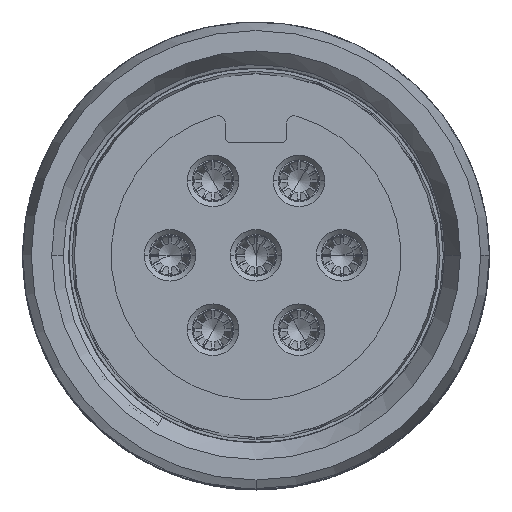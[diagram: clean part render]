
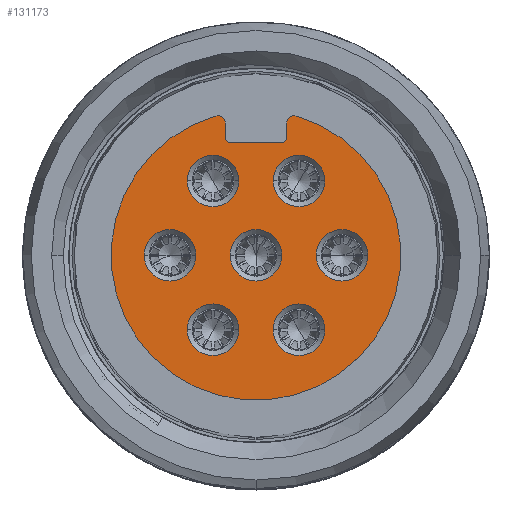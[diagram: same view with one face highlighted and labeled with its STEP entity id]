
A CAD part, top view. The second image highlights one B-rep face of the part: STEP entity #131173.
In plain terms, the highlighted planar face has unit normal (0, 0, 1).
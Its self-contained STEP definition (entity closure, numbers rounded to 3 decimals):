
#129532=CARTESIAN_POINT('',(1.75,3.03,17.45));
#129533=DIRECTION('',(0.,0.,-1.));
#129534=DIRECTION('',(-1.,0.,0.));
#129535=AXIS2_PLACEMENT_3D('',#129532,#129533,#129534);
#129537=CARTESIAN_POINT('',(1.75,3.03,17.45));
#129538=DIRECTION('',(0.,0.,-1.));
#129539=DIRECTION('',(1.,0.,0.));
#129540=AXIS2_PLACEMENT_3D('',#129537,#129538,#129539);
#129542=CARTESIAN_POINT('',(3.5,0.,17.45));
#129543=DIRECTION('',(0.,0.,-1.));
#129544=DIRECTION('',(1.,0.,0.));
#129545=AXIS2_PLACEMENT_3D('',#129542,#129543,#129544);
#129547=CARTESIAN_POINT('',(3.5,0.,17.45));
#129548=DIRECTION('',(0.,0.,-1.));
#129549=DIRECTION('',(-1.,0.,0.));
#129550=AXIS2_PLACEMENT_3D('',#129547,#129548,#129549);
#129552=CARTESIAN_POINT('',(0.,0.,17.45));
#129553=DIRECTION('',(0.,0.,-1.));
#129554=DIRECTION('',(1.,0.,0.));
#129555=AXIS2_PLACEMENT_3D('',#129552,#129553,#129554);
#129557=CARTESIAN_POINT('',(0.,0.,17.45));
#129558=DIRECTION('',(0.,0.,-1.));
#129559=DIRECTION('',(-1.,0.,0.));
#129560=AXIS2_PLACEMENT_3D('',#129557,#129558,#129559);
#129562=CARTESIAN_POINT('',(1.75,-3.03,17.45));
#129563=DIRECTION('',(0.,0.,-1.));
#129564=DIRECTION('',(1.,0.,0.));
#129565=AXIS2_PLACEMENT_3D('',#129562,#129563,#129564);
#129567=CARTESIAN_POINT('',(1.75,-3.03,17.45));
#129568=DIRECTION('',(0.,0.,-1.));
#129569=DIRECTION('',(-1.,0.,0.));
#129570=AXIS2_PLACEMENT_3D('',#129567,#129568,#129569);
#129572=CARTESIAN_POINT('',(-1.75,-3.03,17.45));
#129573=DIRECTION('',(0.,0.,-1.));
#129574=DIRECTION('',(1.,0.,0.));
#129575=AXIS2_PLACEMENT_3D('',#129572,#129573,#129574);
#129577=CARTESIAN_POINT('',(-1.75,-3.03,17.45));
#129578=DIRECTION('',(0.,0.,-1.));
#129579=DIRECTION('',(-1.,0.,0.));
#129580=AXIS2_PLACEMENT_3D('',#129577,#129578,#129579);
#129582=CARTESIAN_POINT('',(-3.5,0.,17.45));
#129583=DIRECTION('',(0.,0.,-1.));
#129584=DIRECTION('',(-1.,0.,0.));
#129585=AXIS2_PLACEMENT_3D('',#129582,#129583,#129584);
#129587=CARTESIAN_POINT('',(-3.5,0.,17.45));
#129588=DIRECTION('',(0.,0.,-1.));
#129589=DIRECTION('',(1.,0.,0.));
#129590=AXIS2_PLACEMENT_3D('',#129587,#129588,#129589);
#129592=CARTESIAN_POINT('',(-1.75,3.03,17.45));
#129593=DIRECTION('',(0.,0.,-1.));
#129594=DIRECTION('',(-1.,0.,0.));
#129595=AXIS2_PLACEMENT_3D('',#129592,#129593,#129594);
#129597=CARTESIAN_POINT('',(-1.75,3.03,17.45));
#129598=DIRECTION('',(0.,0.,-1.));
#129599=DIRECTION('',(1.,0.,0.));
#129600=AXIS2_PLACEMENT_3D('',#129597,#129598,#129599);
#129602=CARTESIAN_POINT('',(-1.55,5.381,17.45));
#129603=DIRECTION('',(0.,0.,1.));
#129604=DIRECTION('',(1.,0.,0.));
#129605=AXIS2_PLACEMENT_3D('',#129602,#129603,#129604);
#129607=DIRECTION('',(0.,-1.,0.));
#129608=VECTOR('',#129607,0.581);
#129609=CARTESIAN_POINT('',(-1.25,5.381,17.45));
#129610=LINE('',#129609,#129608);
#129611=DIRECTION('',(1.,0.,0.));
#129612=VECTOR('',#129611,2.1);
#129613=CARTESIAN_POINT('',(-1.05,4.6,17.45));
#129614=LINE('',#129613,#129612);
#129615=DIRECTION('',(0.,-1.,0.));
#129616=VECTOR('',#129615,0.581);
#129617=CARTESIAN_POINT('',(1.25,5.381,17.45));
#129618=LINE('',#129617,#129616);
#129619=CARTESIAN_POINT('',(1.55,5.381,17.45));
#129620=DIRECTION('',(0.,0.,1.));
#129621=DIRECTION('',(0.277,0.961,0.));
#129622=AXIS2_PLACEMENT_3D('',#129619,#129620,#129621);
#129978=CARTESIAN_POINT('',(0.,0.,17.45));
#129979=DIRECTION('',(0.,0.,1.));
#129980=DIRECTION('',(-0.277,0.961,0.));
#129981=AXIS2_PLACEMENT_3D('',#129978,#129979,#129980);
#130194=CARTESIAN_POINT('',(1.05,4.8,17.45));
#130195=DIRECTION('',(0.,0.,-1.));
#130196=DIRECTION('',(1.,0.,0.));
#130197=AXIS2_PLACEMENT_3D('',#130194,#130195,#130196);
#130212=CARTESIAN_POINT('',(-1.05,4.8,17.45));
#130213=DIRECTION('',(0.,0.,-1.));
#130214=DIRECTION('',(0.,-1.,0.));
#130215=AXIS2_PLACEMENT_3D('',#130212,#130213,#130214);
#130760=CARTESIAN_POINT('',(-1.05,4.6,17.45));
#130762=VERTEX_POINT('',#130760);
#130764=CARTESIAN_POINT('',(-1.25,4.8,17.45));
#130766=VERTEX_POINT('',#130764);
#130768=CARTESIAN_POINT('',(1.25,4.8,17.45));
#130770=VERTEX_POINT('',#130768);
#130772=CARTESIAN_POINT('',(1.05,4.6,17.45));
#130774=VERTEX_POINT('',#130772);
#130832=CARTESIAN_POINT('',(0.7,3.03,17.45));
#130833=CARTESIAN_POINT('',(2.8,3.03,17.45));
#130834=VERTEX_POINT('',#130832);
#130835=VERTEX_POINT('',#130833);
#130840=CARTESIAN_POINT('',(4.55,0.,17.45));
#130841=CARTESIAN_POINT('',(2.45,0.,17.45));
#130842=VERTEX_POINT('',#130840);
#130843=VERTEX_POINT('',#130841);
#130848=CARTESIAN_POINT('',(1.05,0.,17.45));
#130849=CARTESIAN_POINT('',(-1.05,0.,17.45));
#130850=VERTEX_POINT('',#130848);
#130851=VERTEX_POINT('',#130849);
#130856=CARTESIAN_POINT('',(2.8,-3.03,17.45));
#130857=CARTESIAN_POINT('',(0.7,-3.03,17.45));
#130858=VERTEX_POINT('',#130856);
#130859=VERTEX_POINT('',#130857);
#130864=CARTESIAN_POINT('',(-0.7,-3.03,17.45));
#130865=CARTESIAN_POINT('',(-2.8,-3.03,17.45));
#130866=VERTEX_POINT('',#130864);
#130867=VERTEX_POINT('',#130865);
#130872=CARTESIAN_POINT('',(-4.55,0.,17.45));
#130873=CARTESIAN_POINT('',(-2.45,0.,17.45));
#130874=VERTEX_POINT('',#130872);
#130875=VERTEX_POINT('',#130873);
#130880=CARTESIAN_POINT('',(-2.8,3.03,17.45));
#130881=CARTESIAN_POINT('',(-0.7,3.03,17.45));
#130882=VERTEX_POINT('',#130880);
#130883=VERTEX_POINT('',#130881);
#130948=CARTESIAN_POINT('',(-1.25,5.381,17.45));
#130950=VERTEX_POINT('',#130948);
#130952=CARTESIAN_POINT('',(-1.633,5.669,
17.45));
#130953=VERTEX_POINT('',#130952);
#130972=CARTESIAN_POINT('',(1.633,5.669,
17.45));
#130973=CARTESIAN_POINT('',(1.25,5.381,17.45));
#130974=VERTEX_POINT('',#130972);
#130975=VERTEX_POINT('',#130973);
#131108=CARTESIAN_POINT('',(0.,0.,17.45));
#131109=DIRECTION('',(0.,0.,1.));
#131110=DIRECTION('',(1.,0.,0.));
#131111=AXIS2_PLACEMENT_3D('',#131108,#131109,#131110);
#131112=PLANE('',#131111);
#131114=ORIENTED_EDGE('',*,*,#131113,.F.);
#131116=ORIENTED_EDGE('',*,*,#131115,.T.);
#131118=ORIENTED_EDGE('',*,*,#131117,.F.);
#131120=ORIENTED_EDGE('',*,*,#131119,.T.);
#131122=ORIENTED_EDGE('',*,*,#131121,.F.);
#131124=ORIENTED_EDGE('',*,*,#131123,.F.);
#131126=ORIENTED_EDGE('',*,*,#131125,.F.);
#131128=ORIENTED_EDGE('',*,*,#131127,.F.);
#131129=EDGE_LOOP('',(#131114,#131116,#131118,#131120,#131122,#131124,#131126,
#131128));
#131130=FACE_OUTER_BOUND('',#131129,.F.);
#131132=ORIENTED_EDGE('',*,*,#131131,.F.);
#131134=ORIENTED_EDGE('',*,*,#131133,.F.);
#131135=EDGE_LOOP('',(#131132,#131134));
#131136=FACE_BOUND('',#131135,.F.);
#131138=ORIENTED_EDGE('',*,*,#131137,.F.);
#131140=ORIENTED_EDGE('',*,*,#131139,.F.);
#131141=EDGE_LOOP('',(#131138,#131140));
#131142=FACE_BOUND('',#131141,.F.);
#131144=ORIENTED_EDGE('',*,*,#131143,.F.);
#131146=ORIENTED_EDGE('',*,*,#131145,.F.);
#131147=EDGE_LOOP('',(#131144,#131146));
#131148=FACE_BOUND('',#131147,.F.);
#131150=ORIENTED_EDGE('',*,*,#131149,.F.);
#131152=ORIENTED_EDGE('',*,*,#131151,.F.);
#131153=EDGE_LOOP('',(#131150,#131152));
#131154=FACE_BOUND('',#131153,.F.);
#131156=ORIENTED_EDGE('',*,*,#131155,.F.);
#131158=ORIENTED_EDGE('',*,*,#131157,.F.);
#131159=EDGE_LOOP('',(#131156,#131158));
#131160=FACE_BOUND('',#131159,.F.);
#131162=ORIENTED_EDGE('',*,*,#131161,.F.);
#131164=ORIENTED_EDGE('',*,*,#131163,.F.);
#131165=EDGE_LOOP('',(#131162,#131164));
#131166=FACE_BOUND('',#131165,.F.);
#131168=ORIENTED_EDGE('',*,*,#131167,.F.);
#131170=ORIENTED_EDGE('',*,*,#131169,.F.);
#131171=EDGE_LOOP('',(#131168,#131170));
#131172=FACE_BOUND('',#131171,.F.);
#129536=CIRCLE('',#129535,1.05);
#129541=CIRCLE('',#129540,1.05);
#129546=CIRCLE('',#129545,1.05);
#129551=CIRCLE('',#129550,1.05);
#129556=CIRCLE('',#129555,1.05);
#129561=CIRCLE('',#129560,1.05);
#129566=CIRCLE('',#129565,1.05);
#129571=CIRCLE('',#129570,1.05);
#129576=CIRCLE('',#129575,1.05);
#129581=CIRCLE('',#129580,1.05);
#129586=CIRCLE('',#129585,1.05);
#129591=CIRCLE('',#129590,1.05);
#129596=CIRCLE('',#129595,1.05);
#129601=CIRCLE('',#129600,1.05);
#129606=CIRCLE('',#129605,0.3);
#129623=CIRCLE('',#129622,0.3);
#129982=CIRCLE('',#129981,5.9);
#130198=CIRCLE('',#130197,0.2);
#130216=CIRCLE('',#130215,0.2);
#131113=EDGE_CURVE('',#130950,#130953,#129606,.T.);
#131115=EDGE_CURVE('',#130950,#130766,#129610,.T.);
#131117=EDGE_CURVE('',#130762,#130766,#130216,.T.);
#131119=EDGE_CURVE('',#130762,#130774,#129614,.T.);
#131121=EDGE_CURVE('',#130770,#130774,#130198,.T.);
#131123=EDGE_CURVE('',#130975,#130770,#129618,.T.);
#131125=EDGE_CURVE('',#130974,#130975,#129623,.T.);
#131127=EDGE_CURVE('',#130953,#130974,#129982,.T.);
#131131=EDGE_CURVE('',#130842,#130843,#129546,.T.);
#131133=EDGE_CURVE('',#130843,#130842,#129551,.T.);
#131137=EDGE_CURVE('',#130850,#130851,#129556,.T.);
#131139=EDGE_CURVE('',#130851,#130850,#129561,.T.);
#131143=EDGE_CURVE('',#130858,#130859,#129566,.T.);
#131145=EDGE_CURVE('',#130859,#130858,#129571,.T.);
#131149=EDGE_CURVE('',#130866,#130867,#129576,.T.);
#131151=EDGE_CURVE('',#130867,#130866,#129581,.T.);
#131155=EDGE_CURVE('',#130874,#130875,#129586,.T.);
#131157=EDGE_CURVE('',#130875,#130874,#129591,.T.);
#131161=EDGE_CURVE('',#130882,#130883,#129596,.T.);
#131163=EDGE_CURVE('',#130883,#130882,#129601,.T.);
#131167=EDGE_CURVE('',#130834,#130835,#129536,.T.);
#131169=EDGE_CURVE('',#130835,#130834,#129541,.T.);
#131173=ADVANCED_FACE('',(#131130,#131136,#131142,#131148,#131154,#131160,
#131166,#131172),#131112,.T.);
